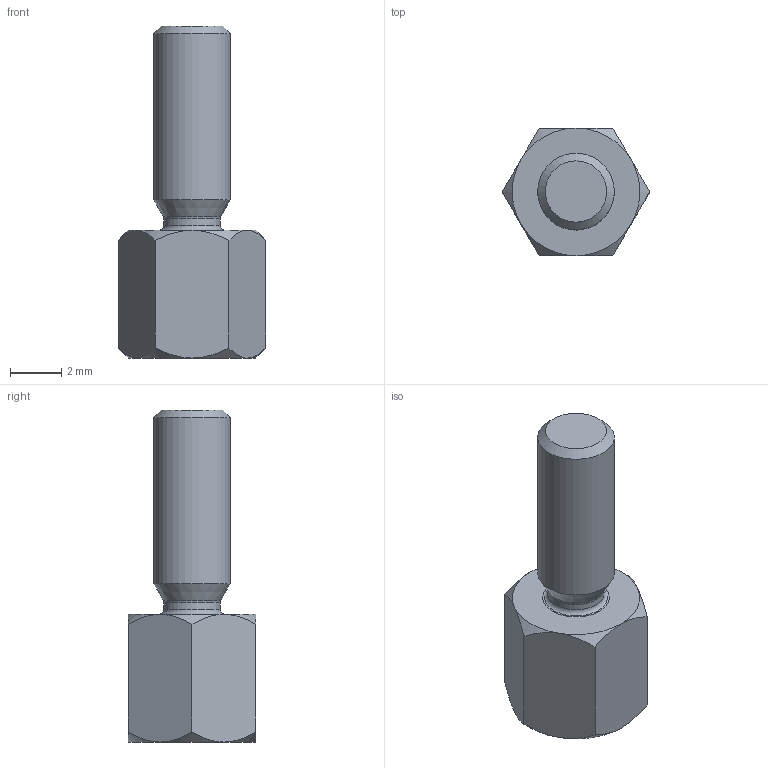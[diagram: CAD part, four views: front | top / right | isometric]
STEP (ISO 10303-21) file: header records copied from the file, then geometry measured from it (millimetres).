
FILE_DESCRIPTION(/* description */ ('Unknown','CAx-IF Rec.Pracs.---Representation and Presentation of Product Manufacturing Information (PMI)---4.0---2014-10-13'),/* implementation_level */ '2;1');
FILE_NAME(/* name */ '971050354_M3_Standoff v3.step',/* time_stamp */ '2025-03-15T15:53:28-04:00',/* author */ (''),/* organization */ (''),/* preprocessor_version */ 'ST-DEVELOPER v20',/* originating_system */ 'Autodesk Translation Framework v13.20.0.188',/* authorisation */ '');
FILE_SCHEMA (('AP242_MANAGED_MODEL_BASED_3D_ENGINEERING_MIM_LF { 1 0 10303 442 1 1 4 }'));
Length unit declared in the file: millimetre
Products named in the file (1): 1
Bounding box: 5.77 x 5 x 13 mm (x, y, z)
Volume: 135.9 mm3; surface area: 240.2 mm2
Topology: 1 solids, 1 shells, 31 faces, 69 edges, 41 vertices
Faces by surface type: cone 16, plane 9, cylinder 4, torus 2
Full cylindrical faces by diameter (mm): 2.2 x1, 2.459 x2, 3 x1
Entity records: 893 total; most frequent: CARTESIAN_POINT 189, DIRECTION 138, ORIENTED_EDGE 136, EDGE_CURVE 68, AXIS2_PLACEMENT_3D 62, VERTEX_POINT 41, EDGE_LOOP 33, FACE_OUTER_BOUND 31
